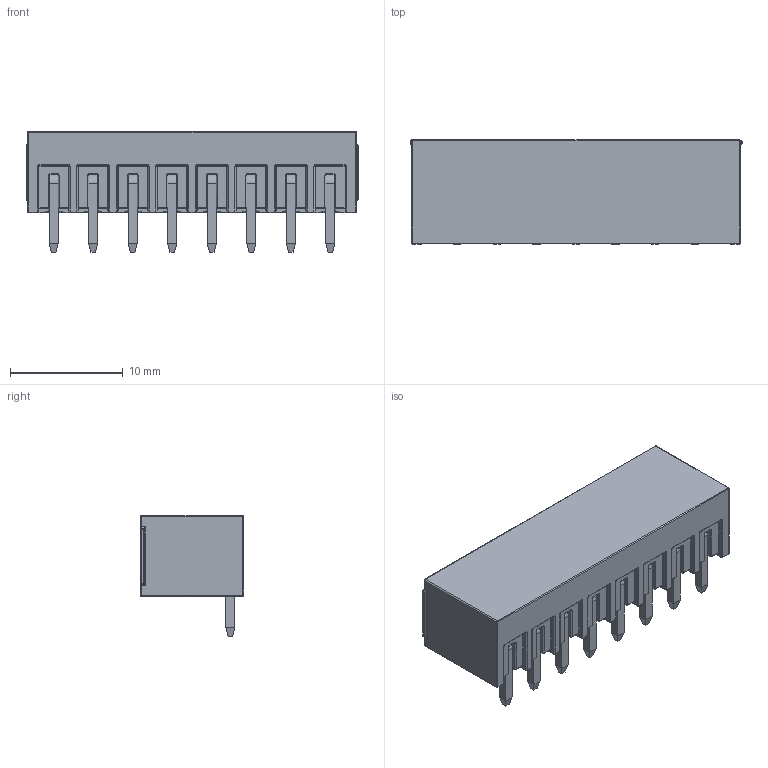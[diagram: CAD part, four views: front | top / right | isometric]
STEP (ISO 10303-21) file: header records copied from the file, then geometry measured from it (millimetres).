
FILE_DESCRIPTION(/* description */ (''),/* implementation_level */ '2;1');
FILE_NAME(/* name */ 'Wurth - 691322110008.step',/* time_stamp */ '2020-07-14T22:11:12+01:00',/* author */ (''),/* organization */ (''),/* preprocessor_version */ 'ST-DEVELOPER v18.1',/* originating_system */ 'Autodesk Translation Framework v9.3.0.1241',/* authorisation */ '');
FILE_SCHEMA (('AUTOMOTIVE_DESIGN { 1 0 10303 214 3 1 1 }'));
Products named in the file (1): Wurth - 691322110008
Bounding box: 29.4 x 9.2 x 10.7 mm (x, y, z)
Volume: 912.4 mm3; surface area: 2739.7 mm2
Topology: 1 solids, 1 shells, 1856 faces, 4210 edges, 2372 vertices
Faces by surface type: cylinder 804, plane 448, torus 288, sphere 176, bspline 140
Full cylindrical faces by diameter (mm): 1.8 x8
Entity records: 59353 total; most frequent: CARTESIAN_POINT 17775, DIRECTION 9156, ORIENTED_EDGE 8404, EDGE_CURVE 4202, AXIS2_PLACEMENT_3D 3589, VERTEX_POINT 2372, LINE 1978, VECTOR 1978
